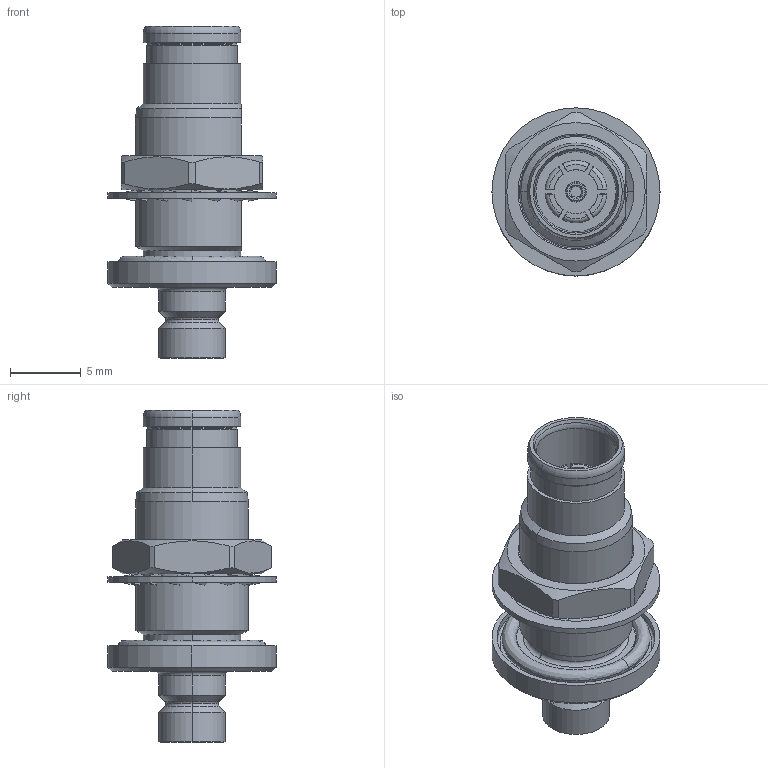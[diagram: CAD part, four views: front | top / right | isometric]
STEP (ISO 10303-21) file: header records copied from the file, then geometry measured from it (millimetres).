
FILE_DESCRIPTION (( 'STEP AP214' ), '1' );
FILE_NAME ('J01481A0002.STEP', '2019-10-15T12:38:35', ( '' ), ( '' ), 'SwSTEP 2.0', 'SolidWorks 2018', '' );
FILE_SCHEMA (( 'AUTOMOTIVE_DESIGN' ));
Length unit declared in the file: millimetre
Products named in the file (1): J01481A0002
Bounding box: 11.9 x 11.9 x 23.5 mm (x, y, z)
Volume: 997.5 mm3; surface area: 1284.8 mm2
Topology: 3 solids, 3 shells, 304 faces, 771 edges, 489 vertices
Faces by surface type: plane 79, cylinder 65, cone 60, torus 54, bspline 46
Entity records: 13409 total; most frequent: CARTESIAN_POINT 3095, ORIENTED_EDGE 1542, DIRECTION 1323, EDGE_CURVE 771, AXIS2_PLACEMENT_3D 503, VERTEX_POINT 489, EDGE_LOOP 326, LINE 317
